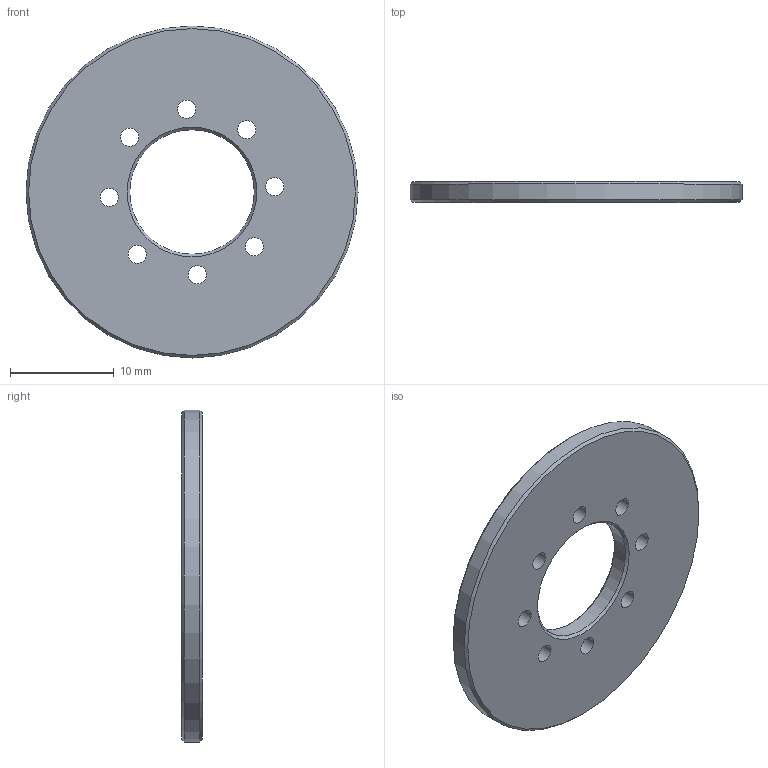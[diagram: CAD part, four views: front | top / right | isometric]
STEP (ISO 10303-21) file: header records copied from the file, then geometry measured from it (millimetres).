
FILE_DESCRIPTION( ( '' ), ' ' );
FILE_NAME( '5a7866ba110e670fe0cf4c88.step', '2018-02-05T14:14:19', ( '' ), ( '' ), ' ', ' ', ' ' );
FILE_SCHEMA( ( 'AUTOMOTIVE_DESIGN { 1 0 10303 214 1 1 1 1 }' ) );
Length unit declared in the file: metre
Products named in the file (1): RX64 bearing horn-outer (2)
Bounding box: 32 x 2 x 32 mm (x, y, z)
Volume: 1335.2 mm3; surface area: 1667.8 mm2
Topology: 1 solids, 1 shells, 16 faces, 38 edges, 24 vertices
Faces by surface type: cylinder 10, cone 4, plane 2
Full cylindrical faces by diameter (mm): 1.75 x8, 12 x1, 32 x1
Entity records: 584 total; most frequent: DIRECTION 82, CARTESIAN_POINT 65, EDGE_LOOP 48, ORIENTED_EDGE 48, AXIS2_PLACEMENT_3D 41, FACE_OUTER_BOUND 26, EDGE_CURVE 24, VERTEX_POINT 24
